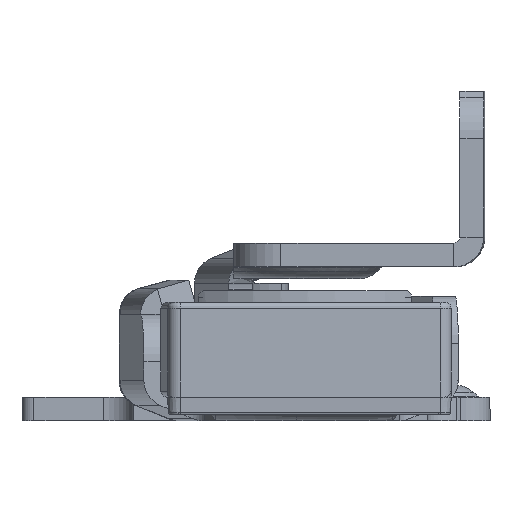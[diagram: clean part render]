
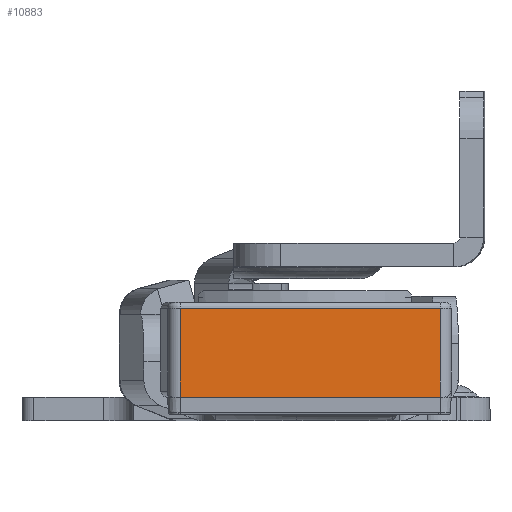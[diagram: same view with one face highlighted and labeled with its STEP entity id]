
A CAD part, left-side view. The second image highlights one B-rep face of the part: STEP entity #10883.
In plain terms, the highlighted face is planar.
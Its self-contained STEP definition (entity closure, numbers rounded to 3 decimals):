
#349 = VECTOR ( 'NONE', #3450, 1000. ) ;
#691 = ORIENTED_EDGE ( 'NONE', *, *, #13154, .T. ) ;
#805 = EDGE_CURVE ( 'NONE', #7674, #8274, #880, .T. ) ;
#880 = LINE ( 'NONE', #13514, #5571 ) ;
#940 = AXIS2_PLACEMENT_3D ( 'NONE', #2502, #6037, #12585 ) ;
#2502 = CARTESIAN_POINT ( 'NONE',  ( 10., 11., 8. ) ) ;
#3173 = VERTEX_POINT ( 'NONE', #9786 ) ;
#3450 = DIRECTION ( 'NONE',  ( 0., 0., -1. ) ) ;
#4809 = LINE ( 'NONE', #4885, #6194 ) ;
#4838 = CARTESIAN_POINT ( 'NONE',  ( 10., -11., 8. ) ) ;
#4885 = CARTESIAN_POINT ( 'NONE',  ( 10., 11., 0.5 ) ) ;
#5134 = CARTESIAN_POINT ( 'NONE',  ( 10., 11., 8. ) ) ;
#5571 = VECTOR ( 'NONE', #10205, 1000. ) ;
#6037 = DIRECTION ( 'NONE',  ( 1., 0., 0. ) ) ;
#6097 = CARTESIAN_POINT ( 'NONE',  ( 10., 11., 0.5 ) ) ;
#6194 = VECTOR ( 'NONE', #11684, 1000. ) ;
#6215 = DIRECTION ( 'NONE',  ( 0., 0., -1. ) ) ;
#6570 = EDGE_CURVE ( 'NONE', #8274, #3173, #8251, .T. ) ;
#6757 = EDGE_CURVE ( 'NONE', #7674, #8850, #13139, .T. ) ;
#7579 = CARTESIAN_POINT ( 'NONE',  ( 10., 11., 8. ) ) ;
#7674 = VERTEX_POINT ( 'NONE', #7579 ) ;
#8074 = FACE_OUTER_BOUND ( 'NONE', #14241, .T. ) ;
#8146 = PLANE ( 'NONE',  #940 ) ;
#8251 = LINE ( 'NONE', #4838, #349 ) ;
#8274 = VERTEX_POINT ( 'NONE', #12145 ) ;
#8435 = ORIENTED_EDGE ( 'NONE', *, *, #805, .T. ) ;
#8850 = VERTEX_POINT ( 'NONE', #6097 ) ;
#9786 = CARTESIAN_POINT ( 'NONE',  ( 10., -11., 0.5 ) ) ;
#9799 = VECTOR ( 'NONE', #6215, 1000. ) ;
#10205 = DIRECTION ( 'NONE',  ( 0., -1., 0. ) ) ;
#10883 = ADVANCED_FACE ( 'NONE', ( #8074 ), #8146, .T. ) ;
#10968 = ORIENTED_EDGE ( 'NONE', *, *, #6570, .T. ) ;
#11684 = DIRECTION ( 'NONE',  ( 0., 1., 0. ) ) ;
#12145 = CARTESIAN_POINT ( 'NONE',  ( 10., -11., 8. ) ) ;
#12585 = DIRECTION ( 'NONE',  ( 0., 0., -1. ) ) ;
#13139 = LINE ( 'NONE', #5134, #9799 ) ;
#13154 = EDGE_CURVE ( 'NONE', #3173, #8850, #4809, .T. ) ;
#13514 = CARTESIAN_POINT ( 'NONE',  ( 10., 11., 8. ) ) ;
#14241 = EDGE_LOOP ( 'NONE', ( #10968, #691, #14822, #8435 ) ) ;
#14822 = ORIENTED_EDGE ( 'NONE', *, *, #6757, .F. ) ;
